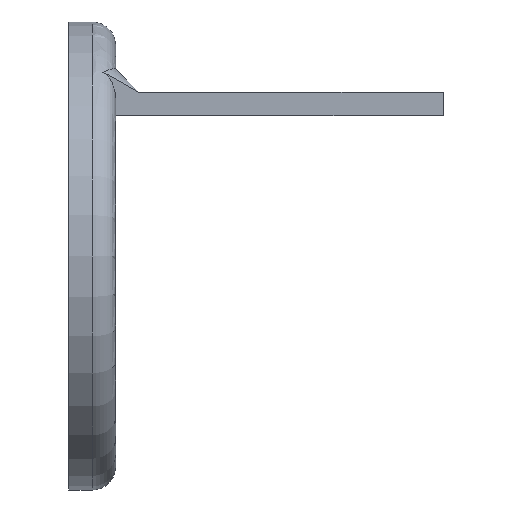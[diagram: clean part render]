
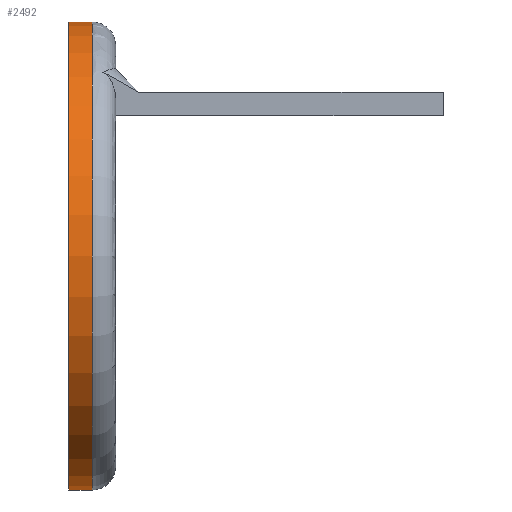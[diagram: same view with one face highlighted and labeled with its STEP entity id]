
A CAD part, front view. The second image highlights one B-rep face of the part: STEP entity #2492.
In plain terms, the highlighted cylindrical face has radius 20 mm (diameter 40 mm), a full revolution.
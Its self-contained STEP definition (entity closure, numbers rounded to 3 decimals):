
#200 = TOROIDAL_SURFACE('',#201,18.,2.);
#201 = AXIS2_PLACEMENT_3D('',#202,#203,#204);
#202 = CARTESIAN_POINT('',(2.,0.,0.));
#203 = DIRECTION('',(1.,0.,0.));
#204 = DIRECTION('',(0.,0.,-1.));
#1578 = VERTEX_POINT('',#1579);
#1579 = CARTESIAN_POINT('',(2.,0.,-20.));
#1599 = EDGE_CURVE('',#1578,#1578,#1600,.T.);
#1600 = SURFACE_CURVE('',#1601,(#1606,#1613),.PCURVE_S1.);
#1601 = CIRCLE('',#1602,20.);
#1602 = AXIS2_PLACEMENT_3D('',#1603,#1604,#1605);
#1603 = CARTESIAN_POINT('',(2.,0.,0.));
#1604 = DIRECTION('',(1.,-0.,0.));
#1605 = DIRECTION('',(0.,0.,-1.));
#1606 = PCURVE('',#200,#1607);
#1607 = DEFINITIONAL_REPRESENTATION('',(#1608),#1612);
#1608 = LINE('',#1609,#1610);
#1609 = CARTESIAN_POINT('',(0.,0.));
#1610 = VECTOR('',#1611,1.);
#1611 = DIRECTION('',(1.,0.));
#1612 = ( GEOMETRIC_REPRESENTATION_CONTEXT(2) 
PARAMETRIC_REPRESENTATION_CONTEXT() REPRESENTATION_CONTEXT('2D SPACE',''
  ) );
#1613 = PCURVE('',#1614,#1619);
#1614 = CYLINDRICAL_SURFACE('',#1615,20.);
#1615 = AXIS2_PLACEMENT_3D('',#1616,#1617,#1618);
#1616 = CARTESIAN_POINT('',(0.,0.,0.));
#1617 = DIRECTION('',(1.,0.,0.));
#1618 = DIRECTION('',(0.,0.,-1.));
#1619 = DEFINITIONAL_REPRESENTATION('',(#1620),#1624);
#1620 = LINE('',#1621,#1622);
#1621 = CARTESIAN_POINT('',(0.,2.));
#1622 = VECTOR('',#1623,1.);
#1623 = DIRECTION('',(1.,0.));
#1624 = ( GEOMETRIC_REPRESENTATION_CONTEXT(2) 
PARAMETRIC_REPRESENTATION_CONTEXT() REPRESENTATION_CONTEXT('2D SPACE',''
  ) );
#2492 = ADVANCED_FACE('',(#2493),#1614,.T.);
#2493 = FACE_BOUND('',#2494,.T.);
#2494 = EDGE_LOOP('',(#2495,#2518,#2519,#2520));
#2495 = ORIENTED_EDGE('',*,*,#2496,.T.);
#2496 = EDGE_CURVE('',#2497,#1578,#2499,.T.);
#2497 = VERTEX_POINT('',#2498);
#2498 = CARTESIAN_POINT('',(0.,0.,-20.)
  );
#2499 = SEAM_CURVE('',#2500,(#2504,#2511),.PCURVE_S1.);
#2500 = LINE('',#2501,#2502);
#2501 = CARTESIAN_POINT('',(0.,0.,-20.)
  );
#2502 = VECTOR('',#2503,1.);
#2503 = DIRECTION('',(1.,0.,0.));
#2504 = PCURVE('',#1614,#2505);
#2505 = DEFINITIONAL_REPRESENTATION('',(#2506),#2510);
#2506 = LINE('',#2507,#2508);
#2507 = CARTESIAN_POINT('',(6.283,-0.));
#2508 = VECTOR('',#2509,1.);
#2509 = DIRECTION('',(0.,1.));
#2510 = ( GEOMETRIC_REPRESENTATION_CONTEXT(2) 
PARAMETRIC_REPRESENTATION_CONTEXT() REPRESENTATION_CONTEXT('2D SPACE',''
  ) );
#2511 = PCURVE('',#1614,#2512);
#2512 = DEFINITIONAL_REPRESENTATION('',(#2513),#2517);
#2513 = LINE('',#2514,#2515);
#2514 = CARTESIAN_POINT('',(0.,-0.));
#2515 = VECTOR('',#2516,1.);
#2516 = DIRECTION('',(0.,1.));
#2517 = ( GEOMETRIC_REPRESENTATION_CONTEXT(2) 
PARAMETRIC_REPRESENTATION_CONTEXT() REPRESENTATION_CONTEXT('2D SPACE',''
  ) );
#2518 = ORIENTED_EDGE('',*,*,#1599,.F.);
#2519 = ORIENTED_EDGE('',*,*,#2496,.F.);
#2520 = ORIENTED_EDGE('',*,*,#2521,.T.);
#2521 = EDGE_CURVE('',#2497,#2497,#2522,.T.);
#2522 = SURFACE_CURVE('',#2523,(#2528,#2535),.PCURVE_S1.);
#2523 = CIRCLE('',#2524,20.);
#2524 = AXIS2_PLACEMENT_3D('',#2525,#2526,#2527);
#2525 = CARTESIAN_POINT('',(0.,0.,0.));
#2526 = DIRECTION('',(1.,-0.,0.));
#2527 = DIRECTION('',(0.,0.,-1.));
#2528 = PCURVE('',#1614,#2529);
#2529 = DEFINITIONAL_REPRESENTATION('',(#2530),#2534);
#2530 = LINE('',#2531,#2532);
#2531 = CARTESIAN_POINT('',(0.,0.));
#2532 = VECTOR('',#2533,1.);
#2533 = DIRECTION('',(1.,0.));
#2534 = ( GEOMETRIC_REPRESENTATION_CONTEXT(2) 
PARAMETRIC_REPRESENTATION_CONTEXT() REPRESENTATION_CONTEXT('2D SPACE',''
  ) );
#2535 = PCURVE('',#2536,#2541);
#2536 = PLANE('',#2537);
#2537 = AXIS2_PLACEMENT_3D('',#2538,#2539,#2540);
#2538 = CARTESIAN_POINT('',(0.,0.,0.));
#2539 = DIRECTION('',(1.,0.,0.));
#2540 = DIRECTION('',(0.,0.,-1.));
#2541 = DEFINITIONAL_REPRESENTATION('',(#2542),#2546);
#2542 = CIRCLE('',#2543,20.);
#2543 = AXIS2_PLACEMENT_2D('',#2544,#2545);
#2544 = CARTESIAN_POINT('',(0.,0.));
#2545 = DIRECTION('',(1.,0.));
#2546 = ( GEOMETRIC_REPRESENTATION_CONTEXT(2) 
PARAMETRIC_REPRESENTATION_CONTEXT() REPRESENTATION_CONTEXT('2D SPACE',''
  ) );
